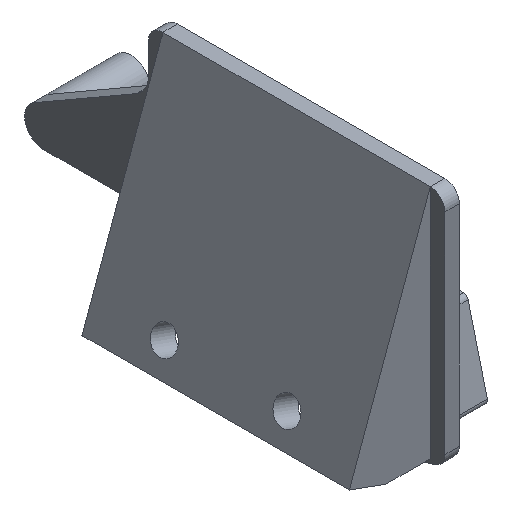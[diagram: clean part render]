
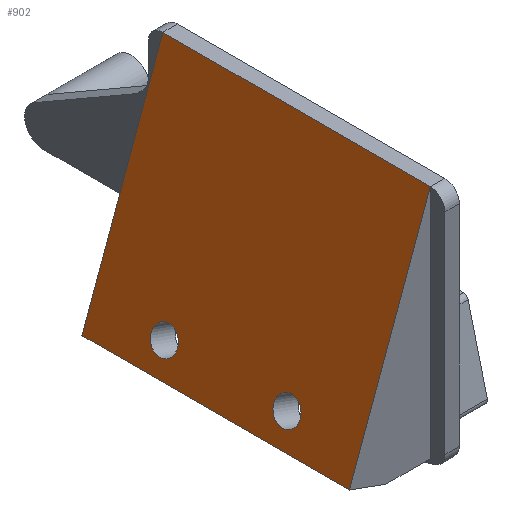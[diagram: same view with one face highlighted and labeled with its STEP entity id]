
A CAD part, isometric view. The second image highlights one B-rep face of the part: STEP entity #902.
In plain terms, the highlighted planar face has unit normal (-0.94, 0, 0.342).
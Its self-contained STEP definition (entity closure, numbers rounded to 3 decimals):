
#15=FACE_BOUND('',#292,.T.);
#16=FACE_BOUND('',#293,.T.);
#51=LINE('',#1444,#141);
#53=LINE('',#1447,#143);
#54=LINE('',#1449,#144);
#55=LINE('',#1450,#145);
#141=VECTOR('',#1153,10.);
#143=VECTOR('',#1157,10.);
#144=VECTOR('',#1158,10.);
#145=VECTOR('',#1159,10.);
#206=PLANE('',#988);
#241=FACE_OUTER_BOUND('',#291,.T.);
#291=EDGE_LOOP('',(#677,#678,#679,#680));
#292=EDGE_LOOP('',(#681));
#293=EDGE_LOOP('',(#682));
#335=CIRCLE('',#966,2.75);
#339=CIRCLE('',#972,2.75);
#392=VERTEX_POINT('',#1376);
#395=VERTEX_POINT('',#1387);
#407=VERTEX_POINT('',#1418);
#409=VERTEX_POINT('',#1423);
#418=VERTEX_POINT('',#1443);
#419=VERTEX_POINT('',#1448);
#483=EDGE_CURVE('',#392,#392,#335,.T.);
#489=EDGE_CURVE('',#395,#395,#339,.T.);
#516=EDGE_CURVE('',#418,#407,#51,.T.);
#518=EDGE_CURVE('',#407,#409,#53,.T.);
#519=EDGE_CURVE('',#419,#409,#54,.T.);
#520=EDGE_CURVE('',#418,#419,#55,.T.);
#677=ORIENTED_EDGE('',*,*,#518,.T.);
#678=ORIENTED_EDGE('',*,*,#519,.F.);
#679=ORIENTED_EDGE('',*,*,#520,.F.);
#680=ORIENTED_EDGE('',*,*,#516,.T.);
#681=ORIENTED_EDGE('',*,*,#483,.T.);
#682=ORIENTED_EDGE('',*,*,#489,.T.);
#902=ADVANCED_FACE('',(#241,#15,#16),#206,.T.);
#966=AXIS2_PLACEMENT_3D('',#1378,#1091,#1092);
#972=AXIS2_PLACEMENT_3D('',#1389,#1105,#1106);
#988=AXIS2_PLACEMENT_3D('',#1446,#1155,#1156);
#1091=DIRECTION('center_axis',(0.94,0.,-0.342));
#1092=DIRECTION('ref_axis',(0.,1.,0.));
#1105=DIRECTION('center_axis',(0.94,0.,-0.342));
#1106=DIRECTION('ref_axis',(0.,1.,0.));
#1153=DIRECTION('',(0.342,0.,0.94));
#1155=DIRECTION('center_axis',(-0.94,0.,
0.342));
#1156=DIRECTION('ref_axis',(0.,-1.,0.));
#1157=DIRECTION('',(0.,1.,0.));
#1158=DIRECTION('',(0.342,0.,0.94));
#1159=DIRECTION('',(0.,1.,0.));
#1376=CARTESIAN_POINT('',(-17.689,-10.75,-23.359));
#1378=CARTESIAN_POINT('Origin',(-17.689,-8.,-23.359));
#1387=CARTESIAN_POINT('',(-17.689,14.637,-23.359));
#1389=CARTESIAN_POINT('Origin',(-17.689,17.387,-23.359));
#1418=CARTESIAN_POINT('',(-3.,-23.,17.));
#1423=CARTESIAN_POINT('',(-3.,32.387,17.));
#1443=CARTESIAN_POINT('',(-19.741,-23.,-28.997));
#1444=CARTESIAN_POINT('',(-19.741,-23.,-28.997));
#1446=CARTESIAN_POINT('Origin',(-19.741,32.387,-28.997));
#1447=CARTESIAN_POINT('',(-3.,32.387,17.));
#1448=CARTESIAN_POINT('',(-19.741,32.387,-28.997));
#1449=CARTESIAN_POINT('',(-19.741,32.387,-28.997));
#1450=CARTESIAN_POINT('',(-19.741,-23.,-28.997));
